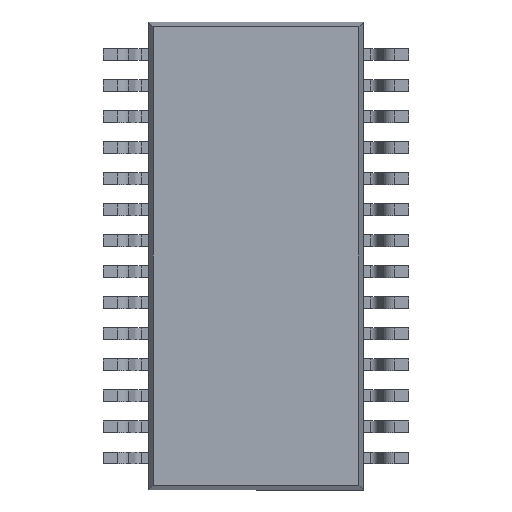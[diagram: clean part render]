
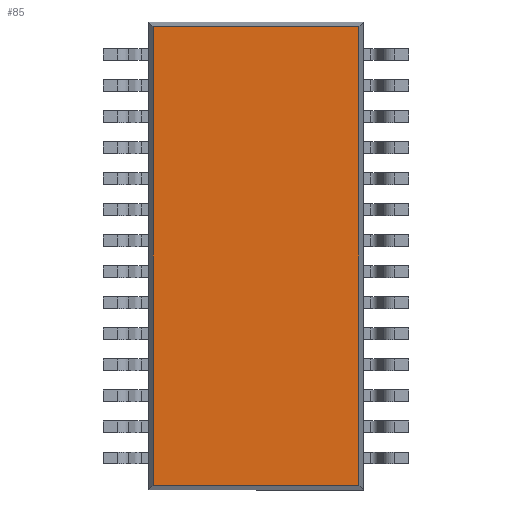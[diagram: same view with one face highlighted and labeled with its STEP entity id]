
A CAD part, front view. The second image highlights one B-rep face of the part: STEP entity #85.
In plain terms, the highlighted planar face has unit normal (0, -1, 0).
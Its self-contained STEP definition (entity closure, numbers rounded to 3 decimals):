
#75 = EDGE_LOOP ( 'NONE', ( #87, #80, #86, #278 ) ) ;
#80 = ORIENTED_EDGE ( 'NONE', *, *, #219, .F. ) ;
#85 = ADVANCED_FACE ( 'NONE', ( #599 ), #597, .F. ) ;
#86 = ORIENTED_EDGE ( 'NONE', *, *, #306, .F. ) ;
#87 = ORIENTED_EDGE ( 'NONE', *, *, #271, .F. ) ;
#219 = EDGE_CURVE ( 'NONE', #225, #227, #949, .T. ) ;
#225 = VERTEX_POINT ( 'NONE', #1048 ) ;
#227 = VERTEX_POINT ( 'NONE', #1075 ) ;
#268 = VERTEX_POINT ( 'NONE', #1188 ) ;
#271 = EDGE_CURVE ( 'NONE', #227, #268, #1179, .T. ) ;
#275 = EDGE_CURVE ( 'NONE', #268, #308, #1223, .T. ) ;
#278 = ORIENTED_EDGE ( 'NONE', *, *, #275, .F. ) ;
#306 = EDGE_CURVE ( 'NONE', #308, #225, #1106, .T. ) ;
#308 = VERTEX_POINT ( 'NONE', #1304 ) ;
#562 = DIRECTION ( 'NONE',  ( 0., 0., 1. ) ) ;
#597 = PLANE ( 'NONE',  #688 ) ;
#599 = FACE_OUTER_BOUND ( 'NONE', #75, .T. ) ;
#673 = DIRECTION ( 'NONE',  ( 0., 0., 1. ) ) ;
#674 = DIRECTION ( 'NONE',  ( 0., 1., 0. ) ) ;
#675 = CARTESIAN_POINT ( 'NONE',  ( -2.25, -0.5, 4.9 ) ) ;
#688 = AXIS2_PLACEMENT_3D ( 'NONE', #675, #674, #673 ) ;
#926 = DIRECTION ( 'NONE',  ( 1., 0., 0. ) ) ;
#927 = VECTOR ( 'NONE', #926, 1000. ) ;
#948 = CARTESIAN_POINT ( 'NONE',  ( -2.25, -0.5, 4.804 ) ) ;
#949 = LINE ( 'NONE', #948, #927 ) ;
#1048 = CARTESIAN_POINT ( 'NONE',  ( -2.154, -0.5, 4.804 ) ) ;
#1075 = CARTESIAN_POINT ( 'NONE',  ( 2.154, -0.5, 4.804 ) ) ;
#1104 = VECTOR ( 'NONE', #562, 1000. ) ;
#1105 = CARTESIAN_POINT ( 'NONE',  ( -2.154, -0.5, 4.9 ) ) ;
#1106 = LINE ( 'NONE', #1105, #1104 ) ;
#1176 = DIRECTION ( 'NONE',  ( 0., 0., -1. ) ) ;
#1177 = VECTOR ( 'NONE', #1176, 1000. ) ;
#1178 = CARTESIAN_POINT ( 'NONE',  ( 2.154, -0.5, 4.9 ) ) ;
#1179 = LINE ( 'NONE', #1178, #1177 ) ;
#1188 = CARTESIAN_POINT ( 'NONE',  ( 2.154, -0.5, -4.804 ) ) ;
#1213 = DIRECTION ( 'NONE',  ( -1., 0., 0. ) ) ;
#1214 = VECTOR ( 'NONE', #1213, 1000. ) ;
#1215 = CARTESIAN_POINT ( 'NONE',  ( -2.25, -0.5, -4.804 ) ) ;
#1223 = LINE ( 'NONE', #1215, #1214 ) ;
#1304 = CARTESIAN_POINT ( 'NONE',  ( -2.154, -0.5, -4.804 ) ) ;
